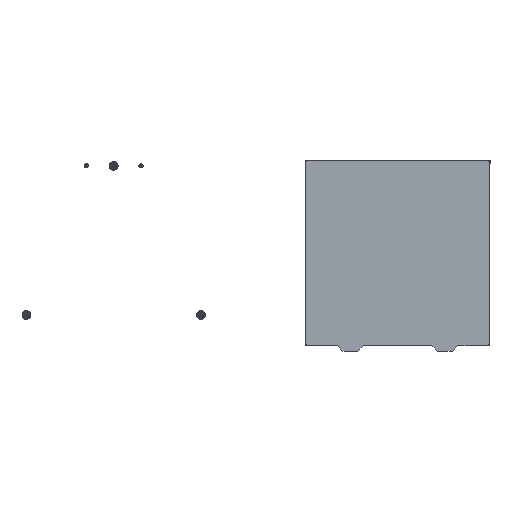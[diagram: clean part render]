
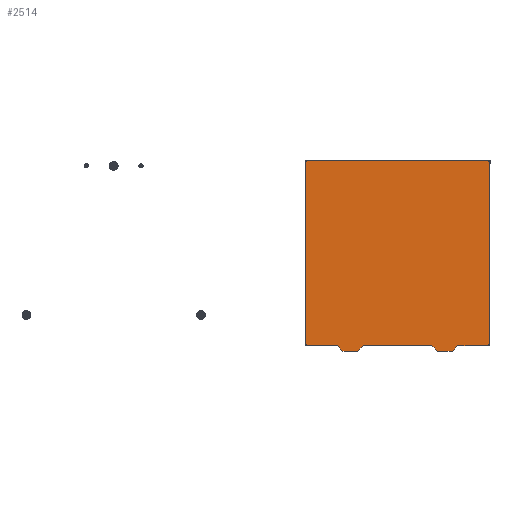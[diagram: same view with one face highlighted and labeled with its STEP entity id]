
A CAD part, top view. The second image highlights one B-rep face of the part: STEP entity #2514.
In plain terms, the highlighted planar face has unit normal (0, 0, 1).
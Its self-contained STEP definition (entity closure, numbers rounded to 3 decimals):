
#243=LINE('',#4025,#439);
#247=LINE('',#4037,#443);
#251=LINE('',#4049,#447);
#255=LINE('',#4061,#451);
#259=LINE('',#4073,#455);
#262=LINE('',#4079,#458);
#265=LINE('',#4085,#461);
#268=LINE('',#4091,#464);
#271=LINE('',#4097,#467);
#274=LINE('',#4103,#470);
#277=LINE('',#4109,#473);
#280=LINE('',#4113,#476);
#439=VECTOR('',#3184,10.);
#443=VECTOR('',#3196,10.);
#447=VECTOR('',#3208,10.);
#451=VECTOR('',#3220,10.);
#455=VECTOR('',#3232,10.);
#458=VECTOR('',#3237,10.);
#461=VECTOR('',#3242,10.);
#464=VECTOR('',#3247,10.);
#467=VECTOR('',#3252,10.);
#470=VECTOR('',#3257,10.);
#473=VECTOR('',#3262,10.);
#476=VECTOR('',#3267,10.);
#692=FACE_OUTER_BOUND('',#863,.T.);
#863=EDGE_LOOP('',(#1868,#1869,#1870,#1871,#1872,#1873,#1874,#1875,#1876,
#1877,#1878,#1879,#1880,#1881,#1882,#1883));
#1034=CIRCLE('',#2788,4.);
#1036=CIRCLE('',#2792,4.);
#1038=CIRCLE('',#2796,4.);
#1040=CIRCLE('',#2800,4.);
#1176=VERTEX_POINT('',#4022);
#1177=VERTEX_POINT('',#4024);
#1179=VERTEX_POINT('',#4030);
#1181=VERTEX_POINT('',#4036);
#1183=VERTEX_POINT('',#4042);
#1185=VERTEX_POINT('',#4048);
#1187=VERTEX_POINT('',#4054);
#1189=VERTEX_POINT('',#4060);
#1191=VERTEX_POINT('',#4066);
#1193=VERTEX_POINT('',#4072);
#1195=VERTEX_POINT('',#4078);
#1197=VERTEX_POINT('',#4084);
#1199=VERTEX_POINT('',#4090);
#1201=VERTEX_POINT('',#4096);
#1203=VERTEX_POINT('',#4102);
#1205=VERTEX_POINT('',#4108);
#1410=EDGE_CURVE('',#1177,#1176,#243,.T.);
#1413=EDGE_CURVE('',#1179,#1177,#1034,.T.);
#1416=EDGE_CURVE('',#1181,#1179,#247,.T.);
#1419=EDGE_CURVE('',#1183,#1181,#1036,.T.);
#1422=EDGE_CURVE('',#1185,#1183,#251,.T.);
#1425=EDGE_CURVE('',#1187,#1185,#1038,.T.);
#1428=EDGE_CURVE('',#1189,#1187,#255,.T.);
#1431=EDGE_CURVE('',#1191,#1189,#1040,.T.);
#1434=EDGE_CURVE('',#1193,#1191,#259,.T.);
#1437=EDGE_CURVE('',#1195,#1193,#262,.T.);
#1440=EDGE_CURVE('',#1197,#1195,#265,.T.);
#1443=EDGE_CURVE('',#1199,#1197,#268,.T.);
#1446=EDGE_CURVE('',#1201,#1199,#271,.T.);
#1449=EDGE_CURVE('',#1203,#1201,#274,.T.);
#1452=EDGE_CURVE('',#1205,#1203,#277,.T.);
#1455=EDGE_CURVE('',#1176,#1205,#280,.T.);
#1868=ORIENTED_EDGE('',*,*,#1455,.T.);
#1869=ORIENTED_EDGE('',*,*,#1452,.T.);
#1870=ORIENTED_EDGE('',*,*,#1449,.T.);
#1871=ORIENTED_EDGE('',*,*,#1446,.T.);
#1872=ORIENTED_EDGE('',*,*,#1443,.T.);
#1873=ORIENTED_EDGE('',*,*,#1440,.T.);
#1874=ORIENTED_EDGE('',*,*,#1437,.T.);
#1875=ORIENTED_EDGE('',*,*,#1434,.T.);
#1876=ORIENTED_EDGE('',*,*,#1431,.T.);
#1877=ORIENTED_EDGE('',*,*,#1428,.T.);
#1878=ORIENTED_EDGE('',*,*,#1425,.T.);
#1879=ORIENTED_EDGE('',*,*,#1422,.T.);
#1880=ORIENTED_EDGE('',*,*,#1419,.T.);
#1881=ORIENTED_EDGE('',*,*,#1416,.T.);
#1882=ORIENTED_EDGE('',*,*,#1413,.T.);
#1883=ORIENTED_EDGE('',*,*,#1410,.T.);
#2409=PLANE('',#2809);
#2514=ADVANCED_FACE('',(#692),#2409,.T.);
#2788=AXIS2_PLACEMENT_3D('',#4031,#3190,#3191);
#2792=AXIS2_PLACEMENT_3D('',#4043,#3202,#3203);
#2796=AXIS2_PLACEMENT_3D('',#4055,#3214,#3215);
#2800=AXIS2_PLACEMENT_3D('',#4067,#3226,#3227);
#2809=AXIS2_PLACEMENT_3D('',#4114,#3268,#3269);
#3184=DIRECTION('',(1.,0.,0.));
#3190=DIRECTION('center_axis',(0.,0.,1.));
#3191=DIRECTION('ref_axis',(-1.,0.,0.));
#3196=DIRECTION('',(0.,-1.,0.));
#3202=DIRECTION('center_axis',(0.,0.,1.));
#3203=DIRECTION('ref_axis',(0.,1.,0.));
#3208=DIRECTION('',(-1.,0.,0.));
#3214=DIRECTION('center_axis',(0.,0.,1.));
#3215=DIRECTION('ref_axis',(1.,0.,0.));
#3220=DIRECTION('',(0.,1.,0.));
#3226=DIRECTION('center_axis',(0.,0.,1.));
#3227=DIRECTION('ref_axis',(0.,-1.,0.));
#3232=DIRECTION('',(1.,0.,0.));
#3237=DIRECTION('',(0.707,0.707,0.));
#3242=DIRECTION('',(1.,0.,0.));
#3247=DIRECTION('',(0.707,-0.707,0.));
#3252=DIRECTION('',(1.,0.,0.));
#3257=DIRECTION('',(0.707,0.707,0.));
#3262=DIRECTION('',(1.,0.,0.));
#3267=DIRECTION('',(0.707,-0.707,0.));
#3268=DIRECTION('center_axis',(0.,0.,1.));
#3269=DIRECTION('ref_axis',(-1.,0.,0.));
#4022=CARTESIAN_POINT('',(112.,28.8,-167.585));
#4024=CARTESIAN_POINT('',(72.,28.8,-167.585));
#4025=CARTESIAN_POINT('',(68.,28.8,-167.585));
#4030=CARTESIAN_POINT('',(68.,32.8,-167.585));
#4031=CARTESIAN_POINT('Origin',(72.,32.8,-167.585));
#4036=CARTESIAN_POINT('',(68.,278.8,-167.585));
#4037=CARTESIAN_POINT('',(68.,282.8,-167.585));
#4042=CARTESIAN_POINT('',(72.,282.8,-167.585));
#4043=CARTESIAN_POINT('Origin',(72.,278.8,-167.585));
#4048=CARTESIAN_POINT('',(318.,282.8,-167.585));
#4049=CARTESIAN_POINT('',(322.,282.8,-167.585));
#4054=CARTESIAN_POINT('',(322.,278.8,-167.585));
#4055=CARTESIAN_POINT('Origin',(318.,278.8,-167.585));
#4060=CARTESIAN_POINT('',(322.,32.8,-167.585));
#4061=CARTESIAN_POINT('',(322.,28.8,-167.585));
#4066=CARTESIAN_POINT('',(318.,28.8,-167.585));
#4067=CARTESIAN_POINT('Origin',(318.,32.8,-167.585));
#4072=CARTESIAN_POINT('',(278.,28.8,-167.585));
#4073=CARTESIAN_POINT('',(68.,28.8,-167.585));
#4078=CARTESIAN_POINT('',(270.,20.8,-167.585));
#4079=CARTESIAN_POINT('',(278.,28.8,-167.585));
#4084=CARTESIAN_POINT('',(250.,20.8,-167.585));
#4085=CARTESIAN_POINT('',(270.,20.8,-167.585));
#4090=CARTESIAN_POINT('',(242.,28.8,-167.585));
#4091=CARTESIAN_POINT('',(250.,20.8,-167.585));
#4096=CARTESIAN_POINT('',(148.,28.8,-167.585));
#4097=CARTESIAN_POINT('',(68.,28.8,-167.585));
#4102=CARTESIAN_POINT('',(140.,20.8,-167.585));
#4103=CARTESIAN_POINT('',(140.,20.8,-167.585));
#4108=CARTESIAN_POINT('',(120.,20.8,-167.585));
#4109=CARTESIAN_POINT('',(120.,20.8,-167.585));
#4113=CARTESIAN_POINT('',(112.,28.8,-167.585));
#4114=CARTESIAN_POINT('Origin',(195.,151.8,-167.585));
